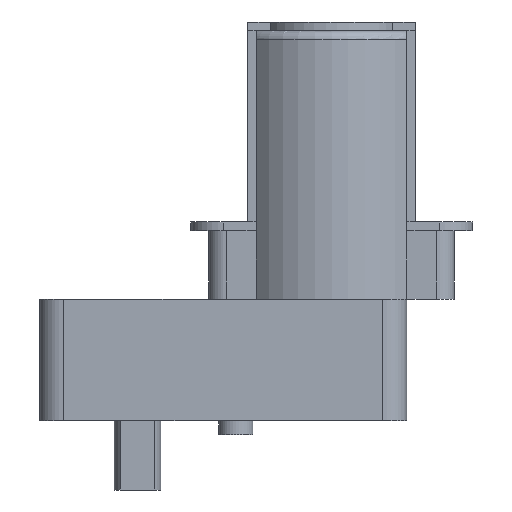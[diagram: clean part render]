
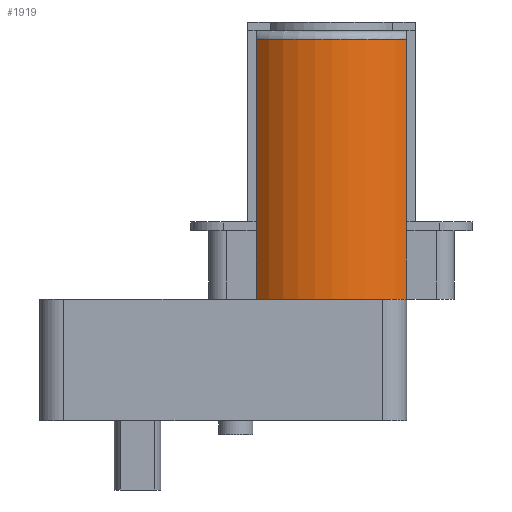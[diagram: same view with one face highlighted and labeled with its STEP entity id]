
A CAD part, front view. The second image highlights one B-rep face of the part: STEP entity #1919.
In plain terms, the highlighted cylindrical face has radius 11.46 mm (diameter 22.92 mm), a partial arc.
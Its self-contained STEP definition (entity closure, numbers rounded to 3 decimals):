
#84 = PLANE('',#85);
#85 = AXIS2_PLACEMENT_3D('',#86,#87,#88);
#86 = CARTESIAN_POINT('',(0.,0.,13.92));
#87 = DIRECTION('',(0.,0.,1.));
#88 = DIRECTION('',(1.,0.,0.));
#603 = VERTEX_POINT('',#604);
#604 = CARTESIAN_POINT('',(12.4,-11.46,13.92));
#630 = EDGE_CURVE('',#631,#603,#633,.T.);
#631 = VERTEX_POINT('',#632);
#632 = CARTESIAN_POINT('',(3.79,-7.563,13.92));
#633 = SURFACE_CURVE('',#634,(#639,#646),.PCURVE_S1.);
#634 = CIRCLE('',#635,11.46);
#635 = AXIS2_PLACEMENT_3D('',#636,#637,#638);
#636 = CARTESIAN_POINT('',(12.4,0.,13.92));
#637 = DIRECTION('',(0.,0.,1.));
#638 = DIRECTION('',(1.,0.,0.));
#639 = PCURVE('',#84,#640);
#640 = DEFINITIONAL_REPRESENTATION('',(#641),#645);
#641 = CIRCLE('',#642,11.46);
#642 = AXIS2_PLACEMENT_2D('',#643,#644);
#643 = CARTESIAN_POINT('',(12.4,0.));
#644 = DIRECTION('',(1.,0.));
#645 = ( GEOMETRIC_REPRESENTATION_CONTEXT(2) 
PARAMETRIC_REPRESENTATION_CONTEXT() REPRESENTATION_CONTEXT('2D SPACE',''
  ) );
#646 = PCURVE('',#647,#652);
#647 = CYLINDRICAL_SURFACE('',#648,11.46);
#648 = AXIS2_PLACEMENT_3D('',#649,#650,#651);
#649 = CARTESIAN_POINT('',(12.4,0.,13.92));
#650 = DIRECTION('',(-0.,-0.,-1.));
#651 = DIRECTION('',(1.,0.,0.));
#652 = DEFINITIONAL_REPRESENTATION('',(#653),#657);
#653 = LINE('',#654,#655);
#654 = CARTESIAN_POINT('',(-0.,0.));
#655 = VECTOR('',#656,1.);
#656 = DIRECTION('',(-1.,0.));
#657 = ( GEOMETRIC_REPRESENTATION_CONTEXT(2) 
PARAMETRIC_REPRESENTATION_CONTEXT() REPRESENTATION_CONTEXT('2D SPACE',''
  ) );
#675 = PLANE('',#676);
#676 = AXIS2_PLACEMENT_3D('',#677,#678,#679);
#677 = CARTESIAN_POINT('',(3.79,7.563,13.92));
#678 = DIRECTION('',(1.,0.,0.));
#679 = DIRECTION('',(0.,-1.,0.));
#1732 = EDGE_CURVE('',#631,#1733,#1735,.T.);
#1733 = VERTEX_POINT('',#1734);
#1734 = CARTESIAN_POINT('',(3.79,-7.563,43.62));
#1735 = SURFACE_CURVE('',#1736,(#1740,#1747),.PCURVE_S1.);
#1736 = LINE('',#1737,#1738);
#1737 = CARTESIAN_POINT('',(3.79,-7.563,13.92));
#1738 = VECTOR('',#1739,1.);
#1739 = DIRECTION('',(0.,0.,1.));
#1740 = PCURVE('',#675,#1741);
#1741 = DEFINITIONAL_REPRESENTATION('',(#1742),#1746);
#1742 = LINE('',#1743,#1744);
#1743 = CARTESIAN_POINT('',(15.126,0.));
#1744 = VECTOR('',#1745,1.);
#1745 = DIRECTION('',(0.,-1.));
#1746 = ( GEOMETRIC_REPRESENTATION_CONTEXT(2) 
PARAMETRIC_REPRESENTATION_CONTEXT() REPRESENTATION_CONTEXT('2D SPACE',''
  ) );
#1747 = PCURVE('',#647,#1748);
#1748 = DEFINITIONAL_REPRESENTATION('',(#1749),#1753);
#1749 = LINE('',#1750,#1751);
#1750 = CARTESIAN_POINT('',(-3.862,0.));
#1751 = VECTOR('',#1752,1.);
#1752 = DIRECTION('',(-0.,-1.));
#1753 = ( GEOMETRIC_REPRESENTATION_CONTEXT(2) 
PARAMETRIC_REPRESENTATION_CONTEXT() REPRESENTATION_CONTEXT('2D SPACE',''
  ) );
#1889 = TOROIDAL_SURFACE('',#1890,10.46,1.);
#1890 = AXIS2_PLACEMENT_3D('',#1891,#1892,#1893);
#1891 = CARTESIAN_POINT('',(12.4,0.,43.62));
#1892 = DIRECTION('',(0.,0.,1.));
#1893 = DIRECTION('',(0.751,-0.66,0.));
#1919 = ADVANCED_FACE('',(#1920),#647,.T.);
#1920 = FACE_BOUND('',#1921,.F.);
#1921 = EDGE_LOOP('',(#1922,#1952,#1979,#1980,#1981));
#1922 = ORIENTED_EDGE('',*,*,#1923,.F.);
#1923 = EDGE_CURVE('',#1924,#1926,#1928,.T.);
#1924 = VERTEX_POINT('',#1925);
#1925 = CARTESIAN_POINT('',(21.01,-7.563,13.92));
#1926 = VERTEX_POINT('',#1927);
#1927 = CARTESIAN_POINT('',(21.01,-7.563,43.62));
#1928 = SURFACE_CURVE('',#1929,(#1933,#1940),.PCURVE_S1.);
#1929 = LINE('',#1930,#1931);
#1930 = CARTESIAN_POINT('',(21.01,-7.563,13.92));
#1931 = VECTOR('',#1932,1.);
#1932 = DIRECTION('',(0.,0.,1.));
#1933 = PCURVE('',#647,#1934);
#1934 = DEFINITIONAL_REPRESENTATION('',(#1935),#1939);
#1935 = LINE('',#1936,#1937);
#1936 = CARTESIAN_POINT('',(-5.562,0.));
#1937 = VECTOR('',#1938,1.);
#1938 = DIRECTION('',(-0.,-1.));
#1939 = ( GEOMETRIC_REPRESENTATION_CONTEXT(2) 
PARAMETRIC_REPRESENTATION_CONTEXT() REPRESENTATION_CONTEXT('2D SPACE',''
  ) );
#1940 = PCURVE('',#1941,#1946);
#1941 = PLANE('',#1942);
#1942 = AXIS2_PLACEMENT_3D('',#1943,#1944,#1945);
#1943 = CARTESIAN_POINT('',(21.01,7.563,13.92));
#1944 = DIRECTION('',(1.,0.,0.));
#1945 = DIRECTION('',(0.,-1.,0.));
#1946 = DEFINITIONAL_REPRESENTATION('',(#1947),#1951);
#1947 = LINE('',#1948,#1949);
#1948 = CARTESIAN_POINT('',(15.126,0.));
#1949 = VECTOR('',#1950,1.);
#1950 = DIRECTION('',(0.,-1.));
#1951 = ( GEOMETRIC_REPRESENTATION_CONTEXT(2) 
PARAMETRIC_REPRESENTATION_CONTEXT() REPRESENTATION_CONTEXT('2D SPACE',''
  ) );
#1952 = ORIENTED_EDGE('',*,*,#1953,.F.);
#1953 = EDGE_CURVE('',#603,#1924,#1954,.T.);
#1954 = SURFACE_CURVE('',#1955,(#1960,#1967),.PCURVE_S1.);
#1955 = CIRCLE('',#1956,11.46);
#1956 = AXIS2_PLACEMENT_3D('',#1957,#1958,#1959);
#1957 = CARTESIAN_POINT('',(12.4,0.,13.92));
#1958 = DIRECTION('',(0.,0.,1.));
#1959 = DIRECTION('',(1.,0.,0.));
#1960 = PCURVE('',#647,#1961);
#1961 = DEFINITIONAL_REPRESENTATION('',(#1962),#1966);
#1962 = LINE('',#1963,#1964);
#1963 = CARTESIAN_POINT('',(-0.,0.));
#1964 = VECTOR('',#1965,1.);
#1965 = DIRECTION('',(-1.,0.));
#1966 = ( GEOMETRIC_REPRESENTATION_CONTEXT(2) 
PARAMETRIC_REPRESENTATION_CONTEXT() REPRESENTATION_CONTEXT('2D SPACE',''
  ) );
#1967 = PCURVE('',#1968,#1973);
#1968 = PLANE('',#1969);
#1969 = AXIS2_PLACEMENT_3D('',#1970,#1971,#1972);
#1970 = CARTESIAN_POINT('',(0.,0.,13.92));
#1971 = DIRECTION('',(0.,0.,1.));
#1972 = DIRECTION('',(1.,0.,0.));
#1973 = DEFINITIONAL_REPRESENTATION('',(#1974),#1978);
#1974 = CIRCLE('',#1975,11.46);
#1975 = AXIS2_PLACEMENT_2D('',#1976,#1977);
#1976 = CARTESIAN_POINT('',(12.4,0.));
#1977 = DIRECTION('',(1.,0.));
#1978 = ( GEOMETRIC_REPRESENTATION_CONTEXT(2) 
PARAMETRIC_REPRESENTATION_CONTEXT() REPRESENTATION_CONTEXT('2D SPACE',''
  ) );
#1979 = ORIENTED_EDGE('',*,*,#630,.F.);
#1980 = ORIENTED_EDGE('',*,*,#1732,.T.);
#1981 = ORIENTED_EDGE('',*,*,#1982,.F.);
#1982 = EDGE_CURVE('',#1926,#1733,#1983,.T.);
#1983 = SURFACE_CURVE('',#1984,(#1989,#1996),.PCURVE_S1.);
#1984 = CIRCLE('',#1985,11.46);
#1985 = AXIS2_PLACEMENT_3D('',#1986,#1987,#1988);
#1986 = CARTESIAN_POINT('',(12.4,0.,43.62));
#1987 = DIRECTION('',(0.,-0.,-1.));
#1988 = DIRECTION('',(0.751,-0.66,0.));
#1989 = PCURVE('',#647,#1990);
#1990 = DEFINITIONAL_REPRESENTATION('',(#1991),#1995);
#1991 = LINE('',#1992,#1993);
#1992 = CARTESIAN_POINT('',(-5.562,-29.7));
#1993 = VECTOR('',#1994,1.);
#1994 = DIRECTION('',(1.,-0.));
#1995 = ( GEOMETRIC_REPRESENTATION_CONTEXT(2) 
PARAMETRIC_REPRESENTATION_CONTEXT() REPRESENTATION_CONTEXT('2D SPACE',''
  ) );
#1996 = PCURVE('',#1889,#1997);
#1997 = DEFINITIONAL_REPRESENTATION('',(#1998),#2002);
#1998 = LINE('',#1999,#2000);
#1999 = CARTESIAN_POINT('',(-0.,0.));
#2000 = VECTOR('',#2001,1.);
#2001 = DIRECTION('',(-1.,0.));
#2002 = ( GEOMETRIC_REPRESENTATION_CONTEXT(2) 
PARAMETRIC_REPRESENTATION_CONTEXT() REPRESENTATION_CONTEXT('2D SPACE',''
  ) );
